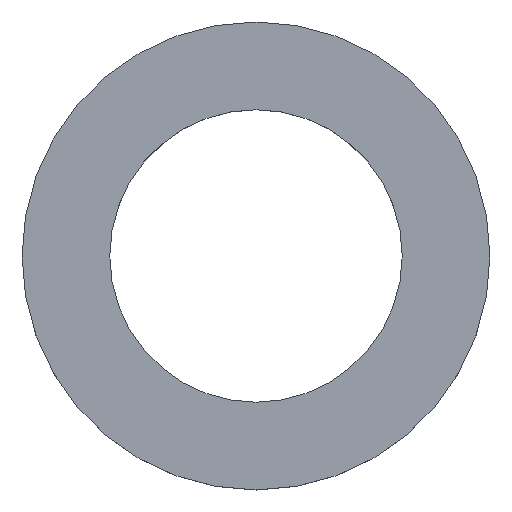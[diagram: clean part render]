
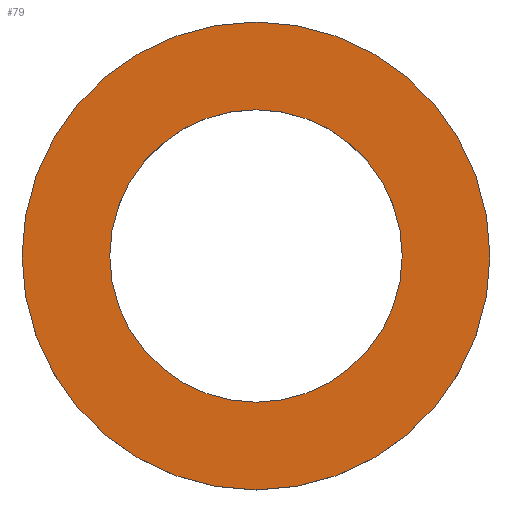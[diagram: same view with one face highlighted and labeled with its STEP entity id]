
A CAD part, top view. The second image highlights one B-rep face of the part: STEP entity #79.
In plain terms, the highlighted planar face has unit normal (0, 0, 1).
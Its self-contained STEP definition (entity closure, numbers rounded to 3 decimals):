
#79 = ADVANCED_FACE( '', ( #91, #92 ), #93, .T. );
#91 = FACE_BOUND( '', #105, .T. );
#92 = FACE_OUTER_BOUND( '', #106, .T. );
#93 = PLANE( '', #107 );
#105 = EDGE_LOOP( '', ( #138, #139 ) );
#106 = EDGE_LOOP( '', ( #140, #141 ) );
#107 = AXIS2_PLACEMENT_3D( '', #142, #143, #144 );
#138 = ORIENTED_EDGE( '', *, *, #163, .F. );
#139 = ORIENTED_EDGE( '', *, *, #155, .F. );
#140 = ORIENTED_EDGE( '', *, *, #159, .T. );
#141 = ORIENTED_EDGE( '', *, *, #162, .T. );
#142 = CARTESIAN_POINT( '', ( 0., 16.25, 4. ) );
#143 = DIRECTION( '', ( 0., 0., 1. ) );
#144 = DIRECTION( '', ( 0., 1., 0. ) );
#155 = EDGE_CURVE( '', #169, #165, #171, .T. );
#159 = EDGE_CURVE( '', #173, #177, #179, .T. );
#162 = EDGE_CURVE( '', #177, #173, #182, .T. );
#163 = EDGE_CURVE( '', #165, #169, #183, .T. );
#165 = VERTEX_POINT( '', #185 );
#169 = VERTEX_POINT( '', #190 );
#171 = CIRCLE( '', #193, 12.5 );
#173 = VERTEX_POINT( '', #195 );
#177 = VERTEX_POINT( '', #200 );
#179 = CIRCLE( '', #203, 20. );
#182 = CIRCLE( '', #206, 20. );
#183 = CIRCLE( '', #207, 12.5 );
#185 = CARTESIAN_POINT( '', ( 0., 12.5, 4. ) );
#190 = CARTESIAN_POINT( '', ( 0., -12.5, 4. ) );
#193 = AXIS2_PLACEMENT_3D( '', #213, #214, #215 );
#195 = CARTESIAN_POINT( '', ( 0., 20., 4. ) );
#200 = CARTESIAN_POINT( '', ( 0., -20., 4. ) );
#203 = AXIS2_PLACEMENT_3D( '', #221, #222, #223 );
#206 = AXIS2_PLACEMENT_3D( '', #230, #231, #232 );
#207 = AXIS2_PLACEMENT_3D( '', #233, #234, #235 );
#213 = CARTESIAN_POINT( '', ( 0., 0., 4. ) );
#214 = DIRECTION( '', ( 0., 0., 1. ) );
#215 = DIRECTION( '', ( 0., 1., 0. ) );
#221 = CARTESIAN_POINT( '', ( 0., 0., 4. ) );
#222 = DIRECTION( '', ( 0., 0., 1. ) );
#223 = DIRECTION( '', ( 0., 1., 0. ) );
#230 = CARTESIAN_POINT( '', ( 0., 0., 4. ) );
#231 = DIRECTION( '', ( 0., 0., 1. ) );
#232 = DIRECTION( '', ( 0., 1., 0. ) );
#233 = CARTESIAN_POINT( '', ( 0., 0., 4. ) );
#234 = DIRECTION( '', ( 0., 0., 1. ) );
#235 = DIRECTION( '', ( 0., 1., 0. ) );
